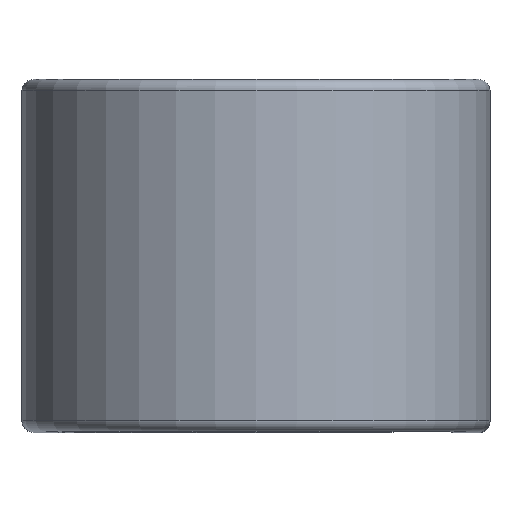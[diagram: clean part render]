
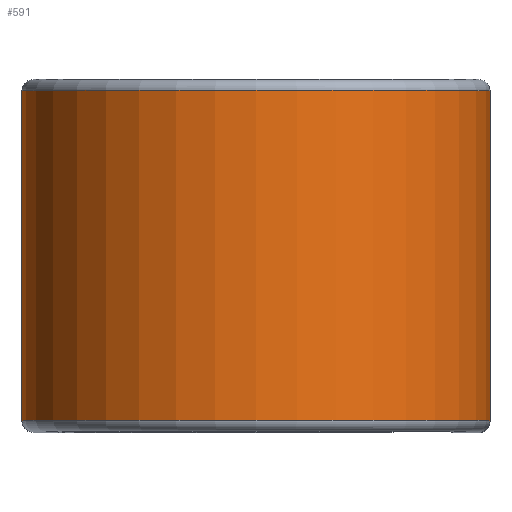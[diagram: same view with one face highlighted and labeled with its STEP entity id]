
A CAD part, top view. The second image highlights one B-rep face of the part: STEP entity #591.
In plain terms, the highlighted cylindrical face has radius 15.812 mm (diameter 31.623 mm), a partial arc.
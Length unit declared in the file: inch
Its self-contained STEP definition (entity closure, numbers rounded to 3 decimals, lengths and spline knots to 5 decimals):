
#19 = ORIENTED_EDGE ( 'NONE', *, *, #1769, .T. ) ;
#61 = VERTEX_POINT ( 'NONE', #473 ) ;
#210 = FACE_OUTER_BOUND ( 'NONE', #609, .T. ) ;
#215 = EDGE_CURVE ( 'NONE', #658, #2321, #1238, .T. ) ;
#216 = DIRECTION ( 'NONE',  ( 0., -1., 0. ) ) ;
#335 = ORIENTED_EDGE ( 'NONE', *, *, #1274, .F. ) ;
#382 = ORIENTED_EDGE ( 'NONE', *, *, #215, .T. ) ;
#473 = CARTESIAN_POINT ( 'NONE',  ( -0.6225, 0.43875, 1. ) ) ;
#568 = CIRCLE ( 'NONE', #1931, 0.6225 ) ;
#591 = ADVANCED_FACE ( 'NONE', ( #210 ), #2911, .T. ) ;
#609 = EDGE_LOOP ( 'NONE', ( #382, #19, #335, #1665 ) ) ;
#658 = VERTEX_POINT ( 'NONE', #2014 ) ;
#669 = CARTESIAN_POINT ( 'NONE',  ( 0., 0.43875, 1. ) ) ;
#807 = VECTOR ( 'NONE', #2728, 39.37008 ) ;
#883 = DIRECTION ( 'NONE',  ( 0., 0., -1. ) ) ;
#1170 = CARTESIAN_POINT ( 'NONE',  ( 0., -0.43875, 1. ) ) ;
#1238 = LINE ( 'NONE', #2885, #2460 ) ;
#1274 = EDGE_CURVE ( 'NONE', #1364, #61, #2905, .T. ) ;
#1290 = AXIS2_PLACEMENT_3D ( 'NONE', #2297, #216, #1840 ) ;
#1341 = EDGE_CURVE ( 'NONE', #658, #1364, #2865, .T. ) ;
#1354 = CARTESIAN_POINT ( 'NONE',  ( -0.6225, 0.43875, 1. ) ) ;
#1364 = VERTEX_POINT ( 'NONE', #2990 ) ;
#1381 = DIRECTION ( 'NONE',  ( 0., 0., -1. ) ) ;
#1626 = DIRECTION ( 'NONE',  ( 0., 1., 0. ) ) ;
#1665 = ORIENTED_EDGE ( 'NONE', *, *, #1341, .F. ) ;
#1769 = EDGE_CURVE ( 'NONE', #2321, #61, #568, .T. ) ;
#1840 = DIRECTION ( 'NONE',  ( 0., 0., -1. ) ) ;
#1931 = AXIS2_PLACEMENT_3D ( 'NONE', #669, #2252, #883 ) ;
#2014 = CARTESIAN_POINT ( 'NONE',  ( 0.6225, -0.43875, 1. ) ) ;
#2252 = DIRECTION ( 'NONE',  ( 0., -1., 0. ) ) ;
#2256 = AXIS2_PLACEMENT_3D ( 'NONE', #1170, #2758, #1381 ) ;
#2297 = CARTESIAN_POINT ( 'NONE',  ( 0., 0.4375, 1. ) ) ;
#2321 = VERTEX_POINT ( 'NONE', #2453 ) ;
#2453 = CARTESIAN_POINT ( 'NONE',  ( 0.6225, 0.43875, 1. ) ) ;
#2460 = VECTOR ( 'NONE', #1626, 39.37008 ) ;
#2728 = DIRECTION ( 'NONE',  ( 0., 1., 0. ) ) ;
#2758 = DIRECTION ( 'NONE',  ( 0., -1., 0. ) ) ;
#2865 = CIRCLE ( 'NONE', #2256, 0.6225 ) ;
#2885 = CARTESIAN_POINT ( 'NONE',  ( 0.6225, 0.43875, 1. ) ) ;
#2905 = LINE ( 'NONE', #1354, #807 ) ;
#2911 = CYLINDRICAL_SURFACE ( 'NONE', #1290, 0.6225 ) ;
#2990 = CARTESIAN_POINT ( 'NONE',  ( -0.6225, -0.43875, 1. ) ) ;
